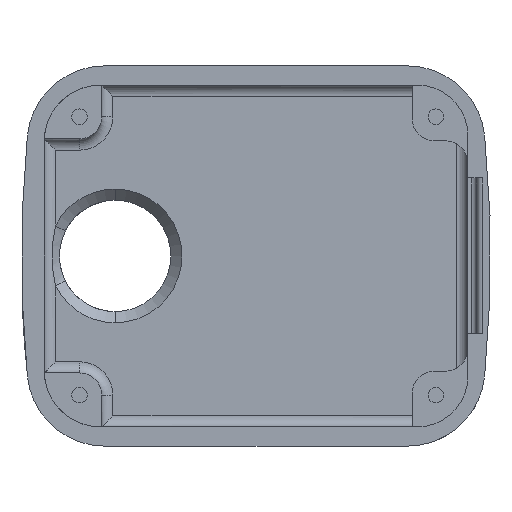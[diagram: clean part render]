
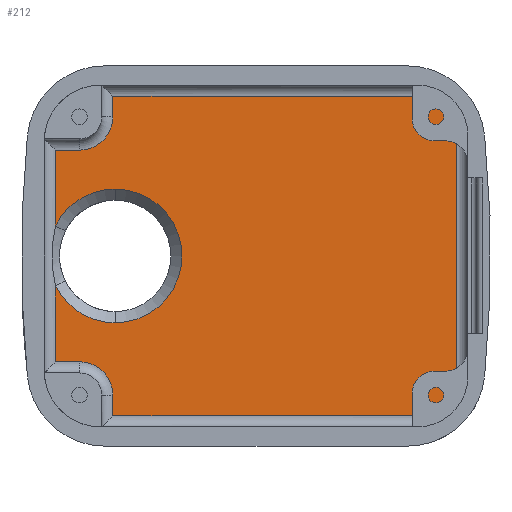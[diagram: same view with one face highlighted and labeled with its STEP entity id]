
A CAD part, front view. The second image highlights one B-rep face of the part: STEP entity #212.
In plain terms, the highlighted planar face has unit normal (0, -1, 0).
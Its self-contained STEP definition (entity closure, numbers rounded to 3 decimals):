
#3 = EDGE_CURVE ( 'NONE', #370, #4821, #2901, .T. ) ;
#53 = CARTESIAN_POINT ( 'NONE',  ( -16.1, 14., -9.5 ) ) ;
#166 = EDGE_CURVE ( 'NONE', #1166, #2279, #3398, .T. ) ;
#212 = ADVANCED_FACE ( 'NONE', ( #4839 ), #1178, .F. ) ;
#370 = VERTEX_POINT ( 'NONE', #2413 ) ;
#380 = CARTESIAN_POINT ( 'NONE',  ( -16.1, 14., -12.5 ) ) ;
#389 = DIRECTION ( 'NONE',  ( 0., 1., 0. ) ) ;
#407 = DIRECTION ( 'NONE',  ( 0., -1., 0. ) ) ;
#488 = CARTESIAN_POINT ( 'NONE',  ( -16.1, 14., -9.5 ) ) ;
#507 = LINE ( 'NONE', #53, #2136 ) ;
#550 = LINE ( 'NONE', #1491, #5203 ) ;
#556 = ORIENTED_EDGE ( 'NONE', *, *, #3405, .T. ) ;
#706 = VECTOR ( 'NONE', #1152, 1000. ) ;
#729 = AXIS2_PLACEMENT_3D ( 'NONE', #5356, #4500, #2183 ) ;
#855 = CARTESIAN_POINT ( 'NONE',  ( -18.265, 14., -10.84 ) ) ;
#904 = DIRECTION ( 'NONE',  ( 0., 0., 1. ) ) ;
#925 = CARTESIAN_POINT ( 'NONE',  ( 14.255, 14., -10.84 ) ) ;
#988 = ORIENTED_EDGE ( 'NONE', *, *, #2586, .T. ) ;
#1033 = CARTESIAN_POINT ( 'NONE',  ( -19.262, 14., 9.5 ) ) ;
#1128 = ORIENTED_EDGE ( 'NONE', *, *, #5814, .T. ) ;
#1134 = CARTESIAN_POINT ( 'NONE',  ( -13.1, 14., -14.34 ) ) ;
#1150 = VECTOR ( 'NONE', #3779, 1000. ) ;
#1152 = DIRECTION ( 'NONE',  ( 0., 0., -1. ) ) ;
#1163 = ORIENTED_EDGE ( 'NONE', *, *, #4850, .T. ) ;
#1166 = VERTEX_POINT ( 'NONE', #4603 ) ;
#1167 = LINE ( 'NONE', #1599, #3850 ) ;
#1178 = PLANE ( 'NONE',  #3202 ) ;
#1197 = ORIENTED_EDGE ( 'NONE', *, *, #2427, .T. ) ;
#1201 = EDGE_CURVE ( 'NONE', #2472, #1706, #4217, .T. ) ;
#1229 = CARTESIAN_POINT ( 'NONE',  ( -12.9, 14., 0. ) ) ;
#1327 = AXIS2_PLACEMENT_3D ( 'NONE', #3142, #389, #5106 ) ;
#1377 = DIRECTION ( 'NONE',  ( 0., 0., -1. ) ) ;
#1403 = EDGE_LOOP ( 'NONE', ( #1128, #2308, #1163, #1814, #2357, #2931, #3666, #4013, #1721, #2704, #4997, #556, #2168, #988, #5447, #1197 ) ) ;
#1491 = CARTESIAN_POINT ( 'NONE',  ( -18.265, 14., -10.84 ) ) ;
#1563 = CIRCLE ( 'NONE', #5508, 6. ) ;
#1599 = CARTESIAN_POINT ( 'NONE',  ( 17.755, 14., -10.84 ) ) ;
#1694 = CIRCLE ( 'NONE', #729, 3.5 ) ;
#1706 = VERTEX_POINT ( 'NONE', #1134 ) ;
#1714 = DIRECTION ( 'NONE',  ( 0., 0., 1. ) ) ;
#1716 = CARTESIAN_POINT ( 'NONE',  ( -16.1, 14., 12.5 ) ) ;
#1721 = ORIENTED_EDGE ( 'NONE', *, *, #5485, .T. ) ;
#1800 = CARTESIAN_POINT ( 'NONE',  ( -18.265, 14., 9.5 ) ) ;
#1814 = ORIENTED_EDGE ( 'NONE', *, *, #166, .T. ) ;
#1939 = CARTESIAN_POINT ( 'NONE',  ( 14.255, 14., 14.33 ) ) ;
#1949 = VERTEX_POINT ( 'NONE', #5576 ) ;
#1963 = CARTESIAN_POINT ( 'NONE',  ( 14.255, 14., -14.34 ) ) ;
#1994 = DIRECTION ( 'NONE',  ( 1., 0., 0. ) ) ;
#2029 = VECTOR ( 'NONE', #2709, 1000. ) ;
#2045 = VERTEX_POINT ( 'NONE', #3932 ) ;
#2136 = VECTOR ( 'NONE', #3567, 1000. ) ;
#2142 = CIRCLE ( 'NONE', #4355, 3.5 ) ;
#2158 = CIRCLE ( 'NONE', #2938, 3. ) ;
#2168 = ORIENTED_EDGE ( 'NONE', *, *, #5047, .T. ) ;
#2183 = DIRECTION ( 'NONE',  ( 0., 0., 1. ) ) ;
#2231 = DIRECTION ( 'NONE',  ( 0., 1., 0. ) ) ;
#2279 = VERTEX_POINT ( 'NONE', #4621 ) ;
#2308 = ORIENTED_EDGE ( 'NONE', *, *, #3, .T. ) ;
#2333 = DIRECTION ( 'NONE',  ( 0., 0., -1. ) ) ;
#2334 = AXIS2_PLACEMENT_3D ( 'NONE', #1229, #4347, #1714 ) ;
#2357 = ORIENTED_EDGE ( 'NONE', *, *, #2428, .T. ) ;
#2413 = CARTESIAN_POINT ( 'NONE',  ( -18.265, 14., 2.686 ) ) ;
#2414 = CARTESIAN_POINT ( 'NONE',  ( -13.1, 14., -15.34 ) ) ;
#2427 = EDGE_CURVE ( 'NONE', #3915, #3128, #2880, .T. ) ;
#2428 = EDGE_CURVE ( 'NONE', #2279, #4593, #550, .T. ) ;
#2472 = VERTEX_POINT ( 'NONE', #3267 ) ;
#2586 = EDGE_CURVE ( 'NONE', #4086, #4599, #4350, .T. ) ;
#2661 = DIRECTION ( 'NONE',  ( 0., 0., 1. ) ) ;
#2704 = ORIENTED_EDGE ( 'NONE', *, *, #4174, .T. ) ;
#2709 = DIRECTION ( 'NONE',  ( 0., 0., -1. ) ) ;
#2791 = EDGE_CURVE ( 'NONE', #4599, #3915, #3413, .T. ) ;
#2843 = LINE ( 'NONE', #1939, #1150 ) ;
#2880 = LINE ( 'NONE', #1033, #3553 ) ;
#2901 = CIRCLE ( 'NONE', #1327, 6. ) ;
#2931 = ORIENTED_EDGE ( 'NONE', *, *, #4964, .T. ) ;
#2938 = AXIS2_PLACEMENT_3D ( 'NONE', #380, #2231, #2661 ) ;
#3019 = CARTESIAN_POINT ( 'NONE',  ( -13.1, 14., 14.33 ) ) ;
#3033 = CARTESIAN_POINT ( 'NONE',  ( -12.9, 14., 6. ) ) ;
#3117 = EDGE_CURVE ( 'NONE', #5979, #2472, #2158, .T. ) ;
#3128 = VERTEX_POINT ( 'NONE', #1800 ) ;
#3142 = CARTESIAN_POINT ( 'NONE',  ( -12.9, 14., 0. ) ) ;
#3202 = AXIS2_PLACEMENT_3D ( 'NONE', #4813, #3983, #5805 ) ;
#3267 = CARTESIAN_POINT ( 'NONE',  ( -13.1, 14., -12.5 ) ) ;
#3374 = VECTOR ( 'NONE', #1994, 1000. ) ;
#3385 = CARTESIAN_POINT ( 'NONE',  ( -16.1, 14., 9.5 ) ) ;
#3398 = CIRCLE ( 'NONE', #2334, 6. ) ;
#3405 = EDGE_CURVE ( 'NONE', #4927, #2045, #1694, .T. ) ;
#3413 = CIRCLE ( 'NONE', #4769, 3. ) ;
#3553 = VECTOR ( 'NONE', #4169, 1000. ) ;
#3567 = DIRECTION ( 'NONE',  ( 1., 0., 0. ) ) ;
#3666 = ORIENTED_EDGE ( 'NONE', *, *, #3117, .T. ) ;
#3779 = DIRECTION ( 'NONE',  ( -1., 0., 0. ) ) ;
#3850 = VECTOR ( 'NONE', #4803, 1000. ) ;
#3915 = VERTEX_POINT ( 'NONE', #3385 ) ;
#3932 = CARTESIAN_POINT ( 'NONE',  ( 14.255, 14., 14.33 ) ) ;
#3935 = CARTESIAN_POINT ( 'NONE',  ( -12.9, 14., 0. ) ) ;
#3983 = DIRECTION ( 'NONE',  ( 0., 1., 0. ) ) ;
#4013 = ORIENTED_EDGE ( 'NONE', *, *, #1201, .T. ) ;
#4086 = VERTEX_POINT ( 'NONE', #3019 ) ;
#4103 = VECTOR ( 'NONE', #1377, 1000. ) ;
#4108 = LINE ( 'NONE', #855, #2029 ) ;
#4169 = DIRECTION ( 'NONE',  ( -1., 0., 0. ) ) ;
#4174 = EDGE_CURVE ( 'NONE', #1949, #5121, #2142, .T. ) ;
#4217 = LINE ( 'NONE', #2414, #4103 ) ;
#4347 = DIRECTION ( 'NONE',  ( 0., 1., 0. ) ) ;
#4350 = LINE ( 'NONE', #5298, #706 ) ;
#4355 = AXIS2_PLACEMENT_3D ( 'NONE', #925, #407, #5524 ) ;
#4360 = DIRECTION ( 'NONE',  ( 0., 1., 0. ) ) ;
#4500 = DIRECTION ( 'NONE',  ( 0., -1., 0. ) ) ;
#4542 = CARTESIAN_POINT ( 'NONE',  ( -18.265, 14., -9.5 ) ) ;
#4593 = VERTEX_POINT ( 'NONE', #4542 ) ;
#4599 = VERTEX_POINT ( 'NONE', #5991 ) ;
#4603 = CARTESIAN_POINT ( 'NONE',  ( -12.9, 14., -6. ) ) ;
#4621 = CARTESIAN_POINT ( 'NONE',  ( -18.265, 14., -2.686 ) ) ;
#4695 = CARTESIAN_POINT ( 'NONE',  ( 17.755, 14., -10.84 ) ) ;
#4769 = AXIS2_PLACEMENT_3D ( 'NONE', #1716, #4984, #904 ) ;
#4803 = DIRECTION ( 'NONE',  ( 0., 0., 1. ) ) ;
#4813 = CARTESIAN_POINT ( 'NONE',  ( 14.255, 14., -10.84 ) ) ;
#4821 = VERTEX_POINT ( 'NONE', #3033 ) ;
#4839 = FACE_OUTER_BOUND ( 'NONE', #1403, .T. ) ;
#4850 = EDGE_CURVE ( 'NONE', #4821, #1166, #1563, .T. ) ;
#4927 = VERTEX_POINT ( 'NONE', #5104 ) ;
#4964 = EDGE_CURVE ( 'NONE', #4593, #5979, #507, .T. ) ;
#4984 = DIRECTION ( 'NONE',  ( 0., 1., 0. ) ) ;
#4997 = ORIENTED_EDGE ( 'NONE', *, *, #5664, .T. ) ;
#5047 = EDGE_CURVE ( 'NONE', #2045, #4086, #2843, .T. ) ;
#5104 = CARTESIAN_POINT ( 'NONE',  ( 17.755, 14., 10.83 ) ) ;
#5106 = DIRECTION ( 'NONE',  ( 0., 0., 1. ) ) ;
#5121 = VERTEX_POINT ( 'NONE', #4695 ) ;
#5203 = VECTOR ( 'NONE', #2333, 1000. ) ;
#5298 = CARTESIAN_POINT ( 'NONE',  ( -13.1, 14., 12.5 ) ) ;
#5303 = DIRECTION ( 'NONE',  ( 0., 0., 1. ) ) ;
#5356 = CARTESIAN_POINT ( 'NONE',  ( 14.255, 14., 10.83 ) ) ;
#5447 = ORIENTED_EDGE ( 'NONE', *, *, #2791, .T. ) ;
#5485 = EDGE_CURVE ( 'NONE', #1706, #1949, #5683, .T. ) ;
#5508 = AXIS2_PLACEMENT_3D ( 'NONE', #3935, #4360, #5303 ) ;
#5524 = DIRECTION ( 'NONE',  ( 0., 0., 1. ) ) ;
#5576 = CARTESIAN_POINT ( 'NONE',  ( 14.255, 14., -14.34 ) ) ;
#5664 = EDGE_CURVE ( 'NONE', #5121, #4927, #1167, .T. ) ;
#5683 = LINE ( 'NONE', #1963, #3374 ) ;
#5805 = DIRECTION ( 'NONE',  ( 1., 0., 0. ) ) ;
#5814 = EDGE_CURVE ( 'NONE', #3128, #370, #4108, .T. ) ;
#5979 = VERTEX_POINT ( 'NONE', #488 ) ;
#5991 = CARTESIAN_POINT ( 'NONE',  ( -13.1, 14., 12.5 ) ) ;
